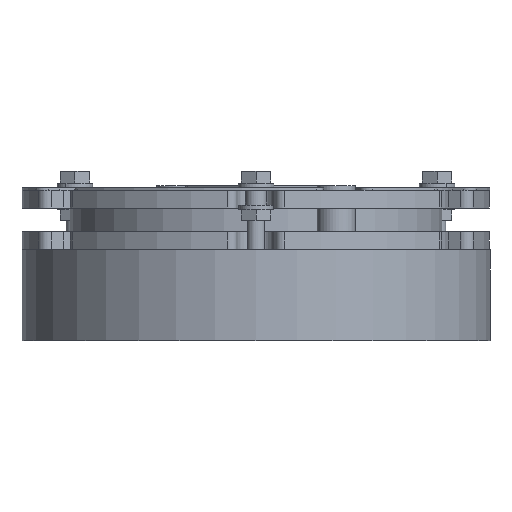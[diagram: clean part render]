
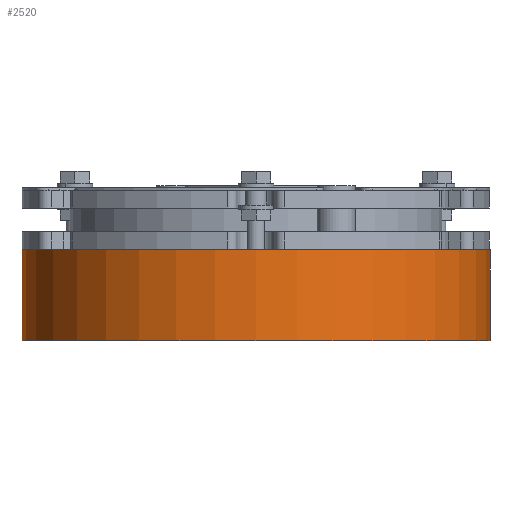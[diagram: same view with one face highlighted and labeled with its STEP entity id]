
A CAD part, front view. The second image highlights one B-rep face of the part: STEP entity #2520.
In plain terms, the highlighted cylindrical face has radius 80 mm (diameter 160 mm), a partial arc.
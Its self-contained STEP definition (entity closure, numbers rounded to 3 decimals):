
#132 = CARTESIAN_POINT ( 'NONE',  ( 0., 0., 0. ) ) ;
#362 = EDGE_CURVE ( 'NONE', #7733, #606, #5942, .T. ) ;
#379 = EDGE_CURVE ( 'NONE', #3240, #7733, #3111, .T. ) ;
#450 = VERTEX_POINT ( 'NONE', #4582 ) ;
#606 = VERTEX_POINT ( 'NONE', #2688 ) ;
#960 = ORIENTED_EDGE ( 'NONE', *, *, #379, .F. ) ;
#1127 = AXIS2_PLACEMENT_3D ( 'NONE', #1462, #6176, #2367 ) ;
#1360 = CARTESIAN_POINT ( 'NONE',  ( 80., 0., 31. ) ) ;
#1429 = DIRECTION ( 'NONE',  ( 0., 0., -1. ) ) ;
#1435 = AXIS2_PLACEMENT_3D ( 'NONE', #6616, #3858, #3164 ) ;
#1444 = ORIENTED_EDGE ( 'NONE', *, *, #3856, .T. ) ;
#1462 = CARTESIAN_POINT ( 'NONE',  ( 0., 0., 31. ) ) ;
#2367 = DIRECTION ( 'NONE',  ( -1., 0., 0. ) ) ;
#2406 = CIRCLE ( 'NONE', #1127, 80. ) ;
#2501 = LINE ( 'NONE', #3407, #4702 ) ;
#2520 = ADVANCED_FACE ( 'NONE', ( #5470 ), #4564, .T. ) ;
#2688 = CARTESIAN_POINT ( 'NONE',  ( -80., 0., 0. ) ) ;
#3111 = LINE ( 'NONE', #3136, #7011 ) ;
#3136 = CARTESIAN_POINT ( 'NONE',  ( 80., 0., 0. ) ) ;
#3164 = DIRECTION ( 'NONE',  ( -1., 0., 0. ) ) ;
#3240 = VERTEX_POINT ( 'NONE', #1360 ) ;
#3407 = CARTESIAN_POINT ( 'NONE',  ( -80., 0., 0. ) ) ;
#3856 = EDGE_CURVE ( 'NONE', #3240, #450, #2406, .T. ) ;
#3858 = DIRECTION ( 'NONE',  ( 0., 0., -1. ) ) ;
#3880 = ORIENTED_EDGE ( 'NONE', *, *, #362, .F. ) ;
#4564 = CYLINDRICAL_SURFACE ( 'NONE', #7166, 80. ) ;
#4582 = CARTESIAN_POINT ( 'NONE',  ( -80., 0., 31. ) ) ;
#4702 = VECTOR ( 'NONE', #1429, 1000. ) ;
#4999 = CARTESIAN_POINT ( 'NONE',  ( 80., 0., 0. ) ) ;
#5197 = EDGE_LOOP ( 'NONE', ( #960, #1444, #6893, #3880 ) ) ;
#5226 = EDGE_CURVE ( 'NONE', #450, #606, #2501, .T. ) ;
#5470 = FACE_OUTER_BOUND ( 'NONE', #5197, .T. ) ;
#5554 = DIRECTION ( 'NONE',  ( -1., 0., 0. ) ) ;
#5942 = CIRCLE ( 'NONE', #1435, 80. ) ;
#6176 = DIRECTION ( 'NONE',  ( 0., 0., -1. ) ) ;
#6616 = CARTESIAN_POINT ( 'NONE',  ( 0., 0., 0. ) ) ;
#6893 = ORIENTED_EDGE ( 'NONE', *, *, #5226, .T. ) ;
#6902 = DIRECTION ( 'NONE',  ( 0., 0., -1. ) ) ;
#7011 = VECTOR ( 'NONE', #7866, 1000. ) ;
#7166 = AXIS2_PLACEMENT_3D ( 'NONE', #132, #6902, #5554 ) ;
#7733 = VERTEX_POINT ( 'NONE', #4999 ) ;
#7866 = DIRECTION ( 'NONE',  ( 0., 0., -1. ) ) ;
